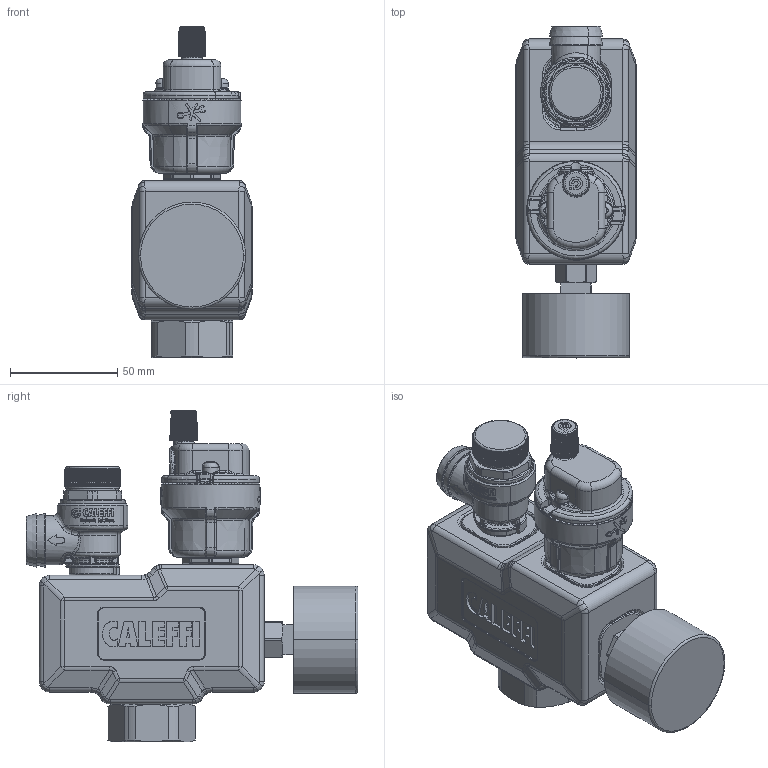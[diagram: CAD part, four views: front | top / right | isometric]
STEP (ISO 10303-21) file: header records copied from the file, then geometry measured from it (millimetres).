
FILE_DESCRIPTION(('CATIA V5 STEP Exchange'),'2;1');
FILE_NAME('305663 (STP).stp','2016-01-26T14:18:44+00:00',('none'),('none'),'Version 5-6 Release 2012','CATIA V5 STEP AP203','none');
FILE_SCHEMA(('CONFIG_CONTROL_DESIGN'));
Products named in the file (1): 305663 - TST
Bounding box: 56 x 154.7 x 154.73 mm (x, y, z)
Volume: 502549.2 mm3; surface area: 92533.5 mm2
Topology: 1 solids, 17 shells, 4044 faces, 10403 edges, 6412 vertices
Faces by surface type: plane 1349, cylinder 1311, bspline 517, torus 417, extrusion 242, cone 122, sphere 81, revolution 5
Entity records: 153703 total; most frequent: CARTESIAN_POINT 68433, ORIENTED_EDGE 20530, DIRECTION 12116, EDGE_CURVE 10265, VERTEX_POINT 6412, AXIS2_PLACEMENT_3D 5430, VECTOR 4310, EDGE_LOOP 4221
